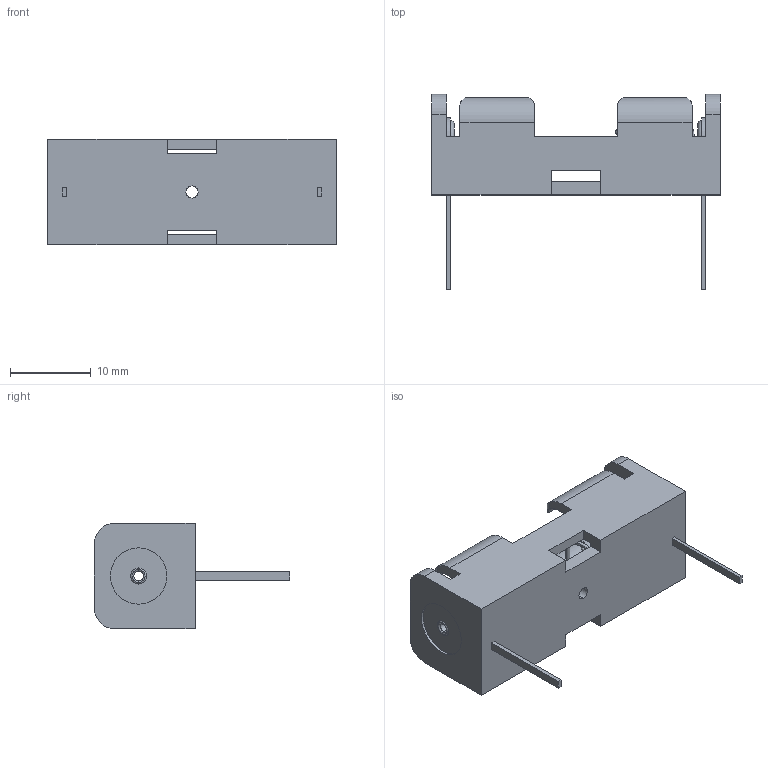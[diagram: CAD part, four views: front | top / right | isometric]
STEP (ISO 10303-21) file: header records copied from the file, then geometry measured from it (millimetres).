
FILE_DESCRIPTION (( 'STEP AP214' ), '1' );
FILE_NAME ('BH23APC.STEP', '2019-10-08T11:11:38', ( '' ), ( '' ), 'SwSTEP 2.0', 'SolidWorks 2017', '' );
FILE_SCHEMA (( 'AUTOMOTIVE_DESIGN' ));
Length unit declared in the file: millimetre
Products named in the file (1): BH23APC
Bounding box: 35.8 x 24.25 x 13.1 mm (x, y, z)
Volume: 1933.1 mm3; surface area: 3181 mm2
Topology: 4 solids, 4 shells, 118 faces, 327 edges, 211 vertices
Faces by surface type: plane 56, cylinder 46, torus 12, bspline 4
Entity records: 4723 total; most frequent: CARTESIAN_POINT 1606, ORIENTED_EDGE 646, DIRECTION 626, EDGE_CURVE 323, AXIS2_PLACEMENT_3D 215, VERTEX_POINT 211, VECTOR 196, LINE 196
